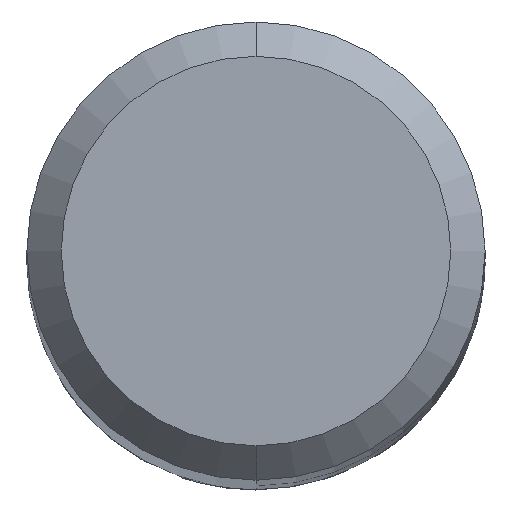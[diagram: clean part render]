
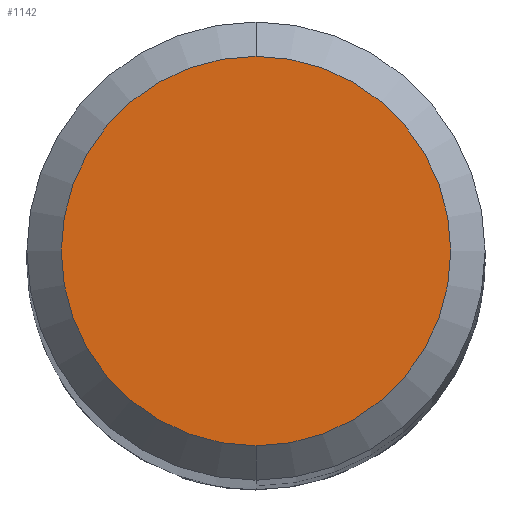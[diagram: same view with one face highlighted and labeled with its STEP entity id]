
A CAD part, top view. The second image highlights one B-rep face of the part: STEP entity #1142.
In plain terms, the highlighted planar face has unit normal (0, 0, 1).
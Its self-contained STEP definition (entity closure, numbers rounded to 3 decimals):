
#530=EDGE_CURVE('',#1196,#1254,#1377,.T.);
#844=EDGE_CURVE('',#1254,#1196,#1718,.T.);
#1142=ADVANCED_FACE('',(#2046),#2047,.T.);
#1196=VERTEX_POINT('',#2105);
#1254=VERTEX_POINT('',#2169);
#1377=CIRCLE('',#2501,1.7);
#1718=CIRCLE('',#4355,1.7);
#2046=FACE_OUTER_BOUND('',#6183,.T.);
#2047=PLANE('',#6184);
#2105=CARTESIAN_POINT('',(0.,-1.7,0.0));
#2169=CARTESIAN_POINT('',(0.0,1.7,0.0));
#2501=AXIS2_PLACEMENT_3D('',#7064,#7065,#7066);
#4355=AXIS2_PLACEMENT_3D('',#7432,#7433,#7434);
#6183=EDGE_LOOP('',(#7854,#7855));
#6184=AXIS2_PLACEMENT_3D('',#7856,#7857,#7858);
#7064=CARTESIAN_POINT('',(0.0,0.0,0.0));
#7065=DIRECTION('',(0.0,0.0,-1.0));
#7066=DIRECTION('',(0.0,1.0,0.0));
#7432=CARTESIAN_POINT('',(0.0,0.0,0.0));
#7433=DIRECTION('',(0.0,0.0,-1.0));
#7434=DIRECTION('',(0.0,1.0,0.0));
#7854=ORIENTED_EDGE('',*,*,#844,.F.);
#7855=ORIENTED_EDGE('',*,*,#530,.F.);
#7856=CARTESIAN_POINT('',(0.0,0.85,0.0));
#7857=DIRECTION('',(-0.0,0.0,1.0));
#7858=DIRECTION('',(0.0,-1.0,0.0));
